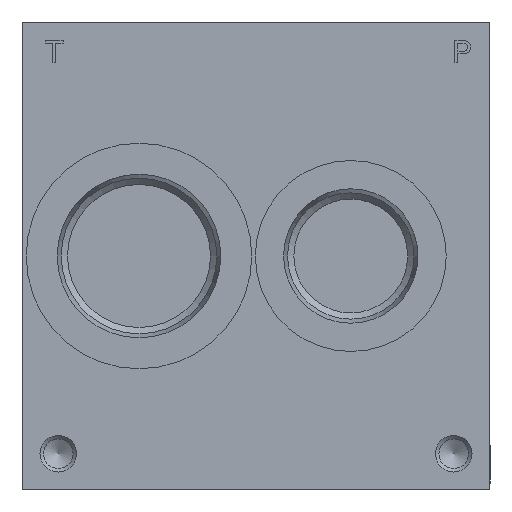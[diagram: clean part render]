
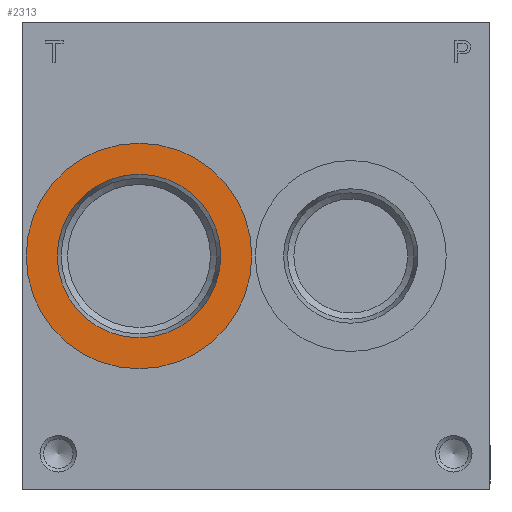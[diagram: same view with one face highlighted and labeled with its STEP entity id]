
A CAD part, left-side view. The second image highlights one B-rep face of the part: STEP entity #2313.
In plain terms, the highlighted planar face has unit normal (-1, 0, 0).
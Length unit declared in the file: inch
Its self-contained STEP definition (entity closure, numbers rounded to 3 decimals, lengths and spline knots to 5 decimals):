
#2313 = ADVANCED_FACE( '', ( #5027, #5028 ), #5029, .T. );
#5027 = FACE_BOUND( '', #7887, .T. );
#5028 = FACE_OUTER_BOUND( '', #7888, .T. );
#5029 = PLANE( '', #7889 );
#7887 = EDGE_LOOP( '', ( #13944 ) );
#7888 = EDGE_LOOP( '', ( #13945 ) );
#7889 = AXIS2_PLACEMENT_3D( '', #13946, #13947, #13948 );
#13944 = ORIENTED_EDGE( '', *, *, #15854, .T. );
#13945 = ORIENTED_EDGE( '', *, *, #16644, .F. );
#13946 = CARTESIAN_POINT( '', ( 0.031, 3.964, 2. ) );
#13947 = DIRECTION( '', ( -1., 0., 0. ) );
#13948 = DIRECTION( '', ( 0., 0., 1. ) );
#15854 = EDGE_CURVE( '', #19060, #19060, #19061, .T. );
#16644 = EDGE_CURVE( '', #20069, #20069, #20070, .T. );
#19060 = VERTEX_POINT( '', #23182 );
#19061 = CIRCLE( '', #23183, 0.699 );
#20069 = VERTEX_POINT( '', #24492 );
#20070 = CIRCLE( '', #24493, 0.964 );
#23182 = CARTESIAN_POINT( '', ( 0.031, 3., 1.301 ) );
#23183 = AXIS2_PLACEMENT_3D( '', #26351, #26352, #26353 );
#24492 = CARTESIAN_POINT( '', ( 0.031, 3., 1.036 ) );
#24493 = AXIS2_PLACEMENT_3D( '', #27141, #27142, #27143 );
#26351 = CARTESIAN_POINT( '', ( 0.031, 3., 2. ) );
#26352 = DIRECTION( '', ( 1., 0., 0. ) );
#26353 = DIRECTION( '', ( 0., 0., -1. ) );
#27141 = CARTESIAN_POINT( '', ( 0.031, 3., 2. ) );
#27142 = DIRECTION( '', ( 1., 0., 0. ) );
#27143 = DIRECTION( '', ( 0., 0., -1. ) );
